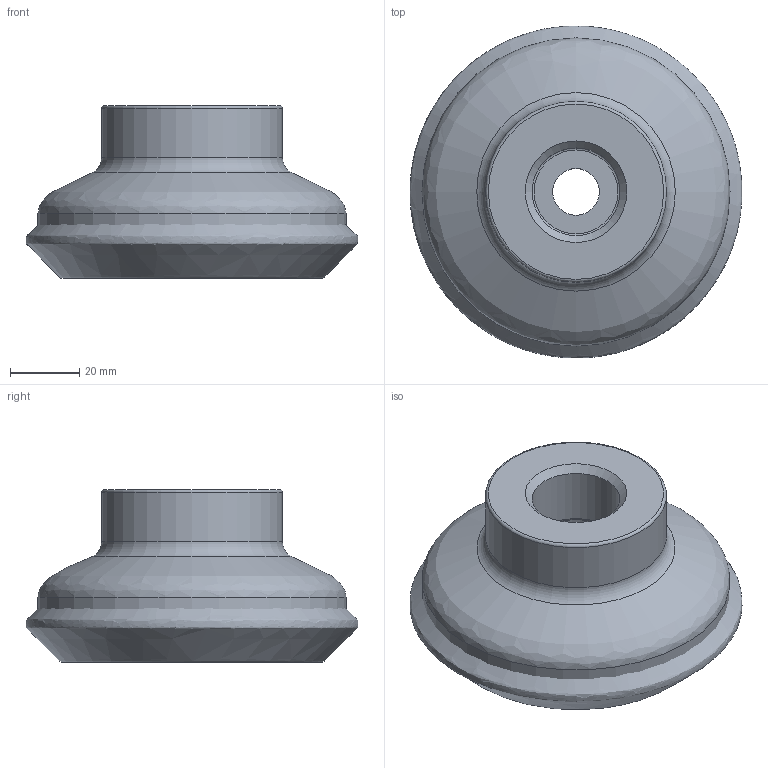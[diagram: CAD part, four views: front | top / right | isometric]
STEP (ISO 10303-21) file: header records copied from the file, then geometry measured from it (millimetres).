
FILE_DESCRIPTION(/* description */ (''),/* implementation_level */ '2;1');
FILE_NAME(/* name */ 'TOOLASSEMBLY_1.STP',/* time_stamp */ '2022-12-22T10:53:04+01:00',/* author */ (''),/* organization */ ('SMS'),/* preprocessor_version */ 'ST-DEVELOPER v16.7',/* originating_system */ 'SIEMENS PLM Software NX 12.0',/* authorisation */ '');
FILE_SCHEMA (('AUTOMOTIVE_DESIGN { 1 0 10303 214 3 1 1 1 }'));
Length unit declared in the file: millimetre
Products named in the file (4): ASSEMBLY_CONSTRUCTION; CUT_20221222105212; NOCUT_20221222105208; TOOLASSEMBLY_1
Assembly tree (3 placements, depth 2):
  TOOLASSEMBLY_1
    NOCUT_20221222105208
    CUT_20221222105212
    ASSEMBLY_CONSTRUCTION
Bounding box: 96.15 x 96.14 x 50.01 mm (x, y, z)
Volume: 236066.9 mm3; surface area: 38384.3 mm2
Topology: 2 solids, 2 shells, 26 faces, 51 edges, 37 vertices
Faces by surface type: torus 9, cylinder 6, plane 4, cone 4, revolution 2, bspline 1
Full cylindrical faces by diameter (mm): 13.5 x1, 21 x1, 25.41 x1, 25.9 x1, 52.386 x1, 89.251 x1
Entity records: 9980 total; most frequent: CARTESIAN_POINT 9335, DIRECTION 124, AXIS2_PLACEMENT_3D 61, FACE_BOUND 51, EDGE_LOOP 50, ORIENTED_EDGE 50, ADVANCED_FACE 26, VERTEX_POINT 26
